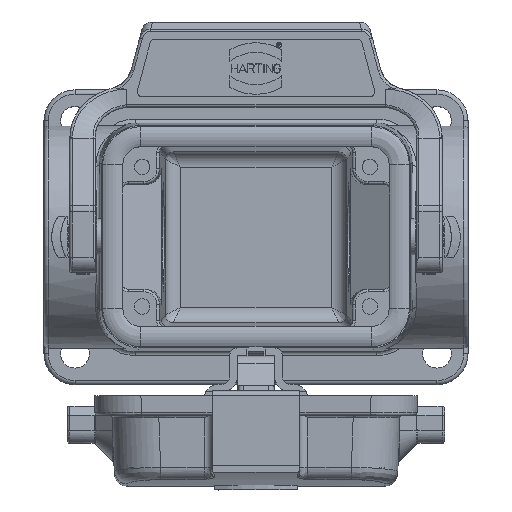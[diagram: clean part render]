
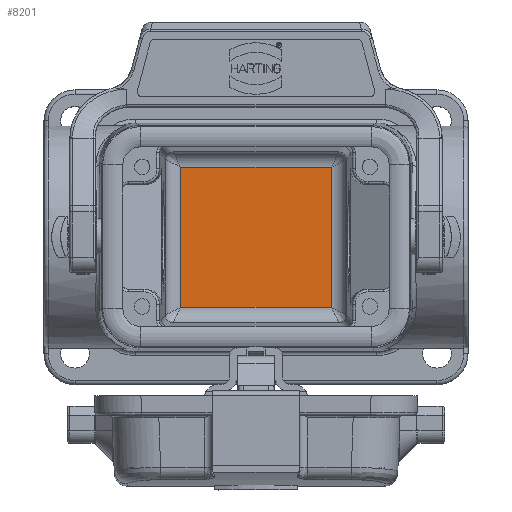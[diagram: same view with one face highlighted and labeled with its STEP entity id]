
A CAD part, top view. The second image highlights one B-rep face of the part: STEP entity #8201.
In plain terms, the highlighted planar face has unit normal (0, 0, 1).
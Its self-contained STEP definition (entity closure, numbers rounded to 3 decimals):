
#8201=ADVANCED_FACE('',(#10181),#9402,.F.);
#9402=PLANE('',#30708);
#10181=FACE_OUTER_BOUND('',#11430,.T.);
#11430=EDGE_LOOP('',(#14474,#14475,#14476,#14477));
#14474=ORIENTED_EDGE('',*,*,#22784,.T.);
#14475=ORIENTED_EDGE('',*,*,#22785,.T.);
#14476=ORIENTED_EDGE('',*,*,#22786,.T.);
#14477=ORIENTED_EDGE('',*,*,#22787,.T.);
#20463=VERTEX_POINT('',#40969);
#20464=VERTEX_POINT('',#40970);
#20465=VERTEX_POINT('',#40972);
#20466=VERTEX_POINT('',#40974);
#22784=EDGE_CURVE('',#20463,#20464,#25768,.T.);
#22785=EDGE_CURVE('',#20464,#20465,#25769,.T.);
#22786=EDGE_CURVE('',#20465,#20466,#25770,.T.);
#22787=EDGE_CURVE('',#20466,#20463,#25771,.T.);
#25768=LINE('',#40968,#27632);
#25769=LINE('',#40971,#27633);
#25770=LINE('',#40973,#27634);
#25771=LINE('',#40975,#27635);
#27632=VECTOR('',#33587,1.);
#27633=VECTOR('',#33588,1.);
#27634=VECTOR('',#33589,1.);
#27635=VECTOR('',#33590,1.);
#30708=AXIS2_PLACEMENT_3D('',#40976,#33591,#33592);
#33587=DIRECTION('',(1.,0.,0.));
#33588=DIRECTION('',(0.,1.,0.));
#33589=DIRECTION('',(-1.,0.,0.));
#33590=DIRECTION('',(0.,-1.,0.));
#33591=DIRECTION('',(0.,0.,-1.));
#33592=DIRECTION('',(-1.,0.,0.));
#40968=CARTESIAN_POINT('',(-16.,-13.572,-58.25));
#40969=CARTESIAN_POINT('',(-14.56,-13.572,-58.25));
#40970=CARTESIAN_POINT('',(14.56,-13.572,-58.25));
#40971=CARTESIAN_POINT('',(14.56,17.75,-58.25));
#40972=CARTESIAN_POINT('',(14.56,13.572,-58.25));
#40973=CARTESIAN_POINT('',(-17.5,13.572,-58.25));
#40974=CARTESIAN_POINT('',(-14.56,13.572,-58.25));
#40975=CARTESIAN_POINT('',(-14.56,17.75,-58.25));
#40976=CARTESIAN_POINT('',(-17.5,17.75,-58.25));
